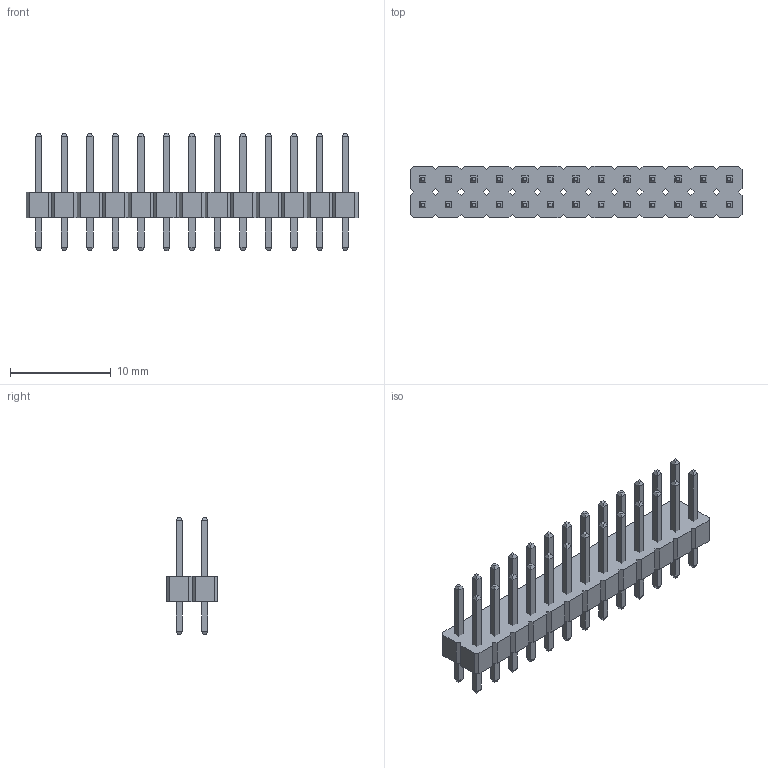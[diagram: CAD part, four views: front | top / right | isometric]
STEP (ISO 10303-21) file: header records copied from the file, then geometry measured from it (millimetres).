
FILE_DESCRIPTION(/* description */ (''),/* implementation_level */ '2;1');
FILE_NAME(/* name */ '5f3ddf06933f190f816bce78',/* time_stamp */ '2020-08-20T02:25:11+00:00',/* author */ (''),/* organization */ (''),/* preprocessor_version */ 'ST-DEVELOPER v16.7',/* originating_system */ $,/* authorisation */ $);
FILE_SCHEMA (('AUTOMOTIVE_DESIGN {1 0 10303 214 3 1 1}'));
Length unit declared in the file: metre
Products named in the file (53): Part 52; Part 50; Part 53; Part 51; Part 48; Part 49; Part 46; Part 47; Part 44; Part 45; Part 42; Part 43; Part 40; Part 41; Part 38; Part 39; Part 36; Part 37; Part 34; Part 35; Part 33; Part 32; Part 30; Part 29; Part 28; Part 31; Part 27; Part 26; Part 25; Part 24; Part 23; Part 22; Part 21; Part 20; Part 19; Part 18; Part 17; Part 16; Part 15; Part 14 ...
Bounding box: 33.02 x 5.08 x 11.68 mm (x, y, z)
Volume: 527.6 mm3; surface area: 1382.2 mm2
Topology: 53 solids, 53 shells, 656 faces, 1442 edges, 892 vertices
Faces by surface type: plane 656
Entity records: 18722 total; most frequent: CARTESIAN_POINT 3043, ORIENTED_EDGE 2884, DIRECTION 2860, EDGE_CURVE 1442, LINE 1442, VECTOR 1442, VERTEX_POINT 892, AXIS2_PLACEMENT_3D 709
